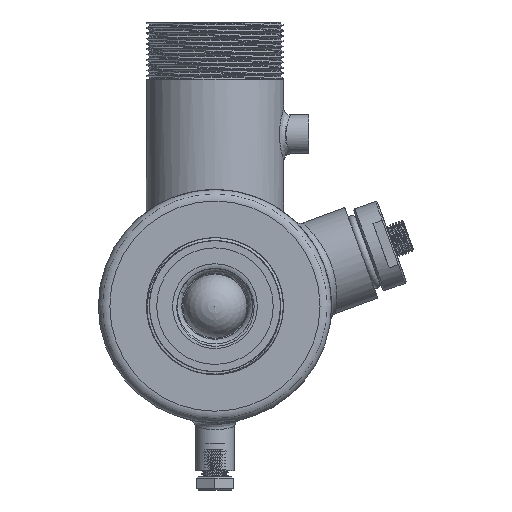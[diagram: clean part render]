
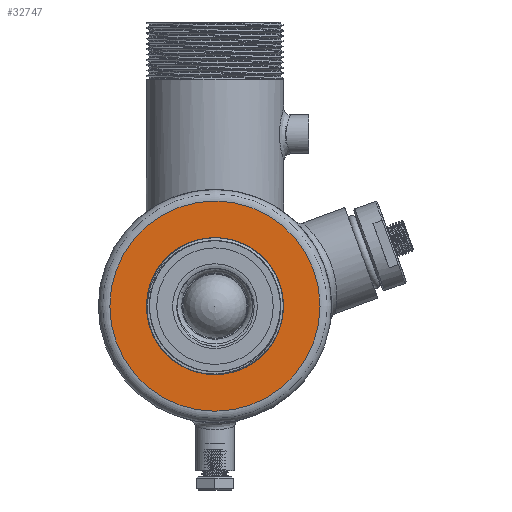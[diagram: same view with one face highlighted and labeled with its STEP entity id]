
A CAD part, left-side view. The second image highlights one B-rep face of the part: STEP entity #32747.
In plain terms, the highlighted planar face has unit normal (-1, 0, 0).
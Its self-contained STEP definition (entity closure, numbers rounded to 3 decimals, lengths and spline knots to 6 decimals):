
#3805=PLANE('',#35105);
#7812=ORIENTED_EDGE('',*,*,#18381,.T.);
#7813=ORIENTED_EDGE('',*,*,#18380,.F.);
#18380=EDGE_CURVE('',#23667,#23667,#27220,.T.);
#18381=EDGE_CURVE('',#23668,#23668,#27221,.T.);
#23667=VERTEX_POINT('',#43171);
#23668=VERTEX_POINT('',#43174);
#27220=CIRCLE('',#35104,0.0458);
#27221=CIRCLE('',#35106,0.0294);
#27875=EDGE_LOOP('',(#7812));
#27876=EDGE_LOOP('',(#7813));
#30183=FACE_BOUND('',#27875,.T.);
#30184=FACE_BOUND('',#27876,.T.);
#32747=ADVANCED_FACE('',(#30183,#30184),#3805,.T.);
#35104=AXIS2_PLACEMENT_3D('',#43170,#37219,#37220);
#35105=AXIS2_PLACEMENT_3D('',#43172,#37221,#37222);
#35106=AXIS2_PLACEMENT_3D('',#43173,#37223,#37224);
#37219=DIRECTION('',(1.,0.,0.));
#37220=DIRECTION('',(0.,0.,-1.));
#37221=DIRECTION('',(-1.,0.,0.));
#37222=DIRECTION('',(0.,0.,1.));
#37223=DIRECTION('',(1.,0.,0.));
#37224=DIRECTION('',(0.,0.,-1.));
#43170=CARTESIAN_POINT('',(-0.902,0.,0.));
#43171=CARTESIAN_POINT('',(-0.902,0.,-0.0458));
#43172=CARTESIAN_POINT('',(-0.902,0.,0.0376));
#43173=CARTESIAN_POINT('',(-0.902,0.,0.));
#43174=CARTESIAN_POINT('',(-0.902,0.,-0.0294));
